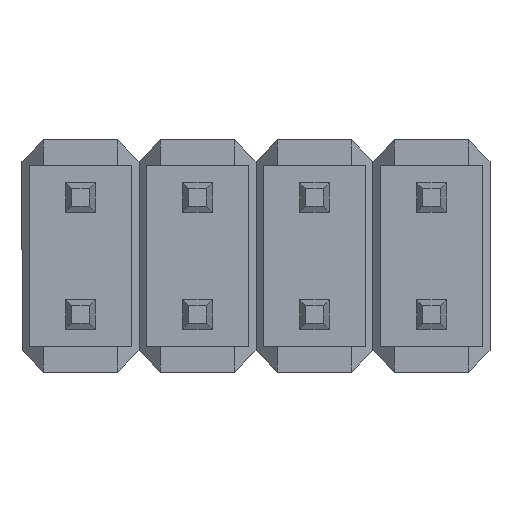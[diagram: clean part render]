
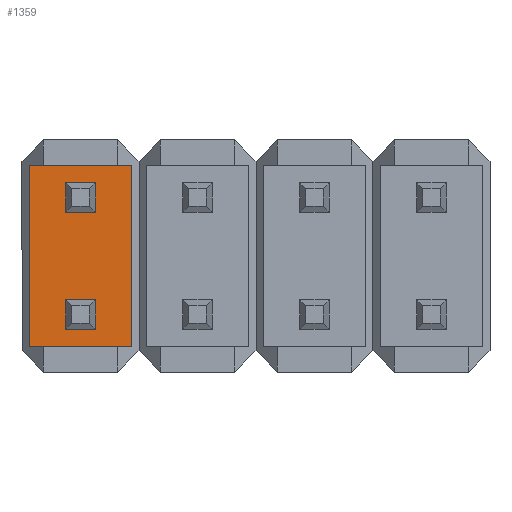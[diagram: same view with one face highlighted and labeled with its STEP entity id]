
A CAD part, front view. The second image highlights one B-rep face of the part: STEP entity #1359.
In plain terms, the highlighted planar face has unit normal (0, -1, 0).
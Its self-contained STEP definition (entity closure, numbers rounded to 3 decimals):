
#355 = EDGE_CURVE ( 'NONE', #3400, #3398, #3838, .T. ) ;
#356 = EDGE_CURVE ( 'NONE', #3397, #3398, #3871, .T. ) ;
#357 = EDGE_CURVE ( 'NONE', #3400, #3401, #3905, .T. ) ;
#358 = EDGE_CURVE ( 'NONE', #3404, #3403, #3926, .T. ) ;
#359 = EDGE_CURVE ( 'NONE', #3401, #3397, #3872, .T. ) ;
#360 = EDGE_CURVE ( 'NONE', #3402, #3403, #483, .T. ) ;
#481 = DIRECTION ( 'NONE',  ( 1., 0., 0. ) ) ;
#482 = CARTESIAN_POINT ( 'NONE',  ( 0.32, 0.3, -2.22 ) ) ;
#483 = LINE ( 'NONE', #482, #707 ) ;
#484 = DIRECTION ( 'NONE',  ( 0., 0., 1. ) ) ;
#485 = CARTESIAN_POINT ( 'NONE',  ( -0.32, 0.3, -0.32 ) ) ;
#611 = VECTOR ( 'NONE', #3881, 1000. ) ;
#617 = VECTOR ( 'NONE', #484, 1000. ) ;
#628 = VECTOR ( 'NONE', #3906, 1000. ) ;
#680 = VECTOR ( 'NONE', #3873, 1000. ) ;
#696 = VECTOR ( 'NONE', #3921, 1000. ) ;
#697 = VECTOR ( 'NONE', #3147, 1000. ) ;
#707 = VECTOR ( 'NONE', #481, 1000. ) ;
#933 = EDGE_CURVE ( 'NONE', #3394, #3395, #3149, .T. ) ;
#1017 = EDGE_CURVE ( 'NONE', #3404, #3405, #1122, .T. ) ;
#1018 = EDGE_CURVE ( 'NONE', #3405, #3402, #1118, .T. ) ;
#1076 = EDGE_CURVE ( 'NONE', #3393, #3399, #7475, .T. ) ;
#1116 = DIRECTION ( 'NONE',  ( 0., 0., 1. ) ) ;
#1117 = CARTESIAN_POINT ( 'NONE',  ( -0.32, 0.3, -2.86 ) ) ;
#1118 = LINE ( 'NONE', #1117, #4824 ) ;
#1120 = DIRECTION ( 'NONE',  ( -1., 0., 0. ) ) ;
#1121 = CARTESIAN_POINT ( 'NONE',  ( -0.32, 0.3, -2.86 ) ) ;
#1122 = LINE ( 'NONE', #1121, #4827 ) ;
#1359 = ADVANCED_FACE ( 'NONE', ( #2740, #2808, #2745 ), #8630, .F. ) ;
#2252 = VECTOR ( 'NONE', #6365, 1000. ) ;
#2260 = VECTOR ( 'NONE', #6361, 1000. ) ;
#2740 = FACE_BOUND ( 'NONE', #3669, .T. ) ;
#2741 = AXIS2_PLACEMENT_3D ( 'NONE', #8631, #8632, #8633 ) ;
#2745 = FACE_OUTER_BOUND ( 'NONE', #3671, .T. ) ;
#2808 = FACE_BOUND ( 'NONE', #3670, .T. ) ;
#2861 = EDGE_CURVE ( 'NONE', #3393, #3395, #6359, .T. ) ;
#2862 = EDGE_CURVE ( 'NONE', #3399, #3394, #6363, .T. ) ;
#3147 = DIRECTION ( 'NONE',  ( 0., 0., -1. ) ) ;
#3148 = CARTESIAN_POINT ( 'NONE',  ( 1.11, 0.3, -3.81 ) ) ;
#3149 = LINE ( 'NONE', #3148, #697 ) ;
#3393 = VERTEX_POINT ( 'NONE', #6460 ) ;
#3394 = VERTEX_POINT ( 'NONE', #6461 ) ;
#3395 = VERTEX_POINT ( 'NONE', #6462 ) ;
#3397 = VERTEX_POINT ( 'NONE', #6464 ) ;
#3398 = VERTEX_POINT ( 'NONE', #6465 ) ;
#3399 = VERTEX_POINT ( 'NONE', #6466 ) ;
#3400 = VERTEX_POINT ( 'NONE', #6467 ) ;
#3401 = VERTEX_POINT ( 'NONE', #6468 ) ;
#3402 = VERTEX_POINT ( 'NONE', #6469 ) ;
#3403 = VERTEX_POINT ( 'NONE', #6470 ) ;
#3404 = VERTEX_POINT ( 'NONE', #6471 ) ;
#3405 = VERTEX_POINT ( 'NONE', #6472 ) ;
#3669 = EDGE_LOOP ( 'NONE', ( #4541, #4536, #4543, #4535 ) ) ;
#3670 = EDGE_LOOP ( 'NONE', ( #4534, #4532, #4533, #3996 ) ) ;
#3671 = EDGE_LOOP ( 'NONE', ( #4015, #4012, #3993, #3994 ) ) ;
#3799 = CARTESIAN_POINT ( 'NONE',  ( -0.32, 0.3, -0.32 ) ) ;
#3834 = CARTESIAN_POINT ( 'NONE',  ( 0., 0.3, -3.24 ) ) ;
#3838 = LINE ( 'NONE', #3874, #680 ) ;
#3871 = LINE ( 'NONE', #3907, #628 ) ;
#3872 = LINE ( 'NONE', #485, #617 ) ;
#3873 = DIRECTION ( 'NONE',  ( 0., 0., 1. ) ) ;
#3874 = CARTESIAN_POINT ( 'NONE',  ( 0., 0.3, -3.24 ) ) ;
#3881 = DIRECTION ( 'NONE',  ( 0., 0., 1. ) ) ;
#3905 = LINE ( 'NONE', #3799, #696 ) ;
#3906 = DIRECTION ( 'NONE',  ( 1., 0., 0. ) ) ;
#3907 = CARTESIAN_POINT ( 'NONE',  ( 0.32, 0.3, 0.32 ) ) ;
#3921 = DIRECTION ( 'NONE',  ( -1., 0., 0. ) ) ;
#3926 = LINE ( 'NONE', #3834, #611 ) ;
#3993 = ORIENTED_EDGE ( 'NONE', *, *, #1076, .F. ) ;
#3994 = ORIENTED_EDGE ( 'NONE', *, *, #2861, .T. ) ;
#3996 = ORIENTED_EDGE ( 'NONE', *, *, #1018, .T. ) ;
#4012 = ORIENTED_EDGE ( 'NONE', *, *, #2862, .F. ) ;
#4015 = ORIENTED_EDGE ( 'NONE', *, *, #933, .F. ) ;
#4532 = ORIENTED_EDGE ( 'NONE', *, *, #358, .F. ) ;
#4533 = ORIENTED_EDGE ( 'NONE', *, *, #1017, .T. ) ;
#4534 = ORIENTED_EDGE ( 'NONE', *, *, #360, .T. ) ;
#4535 = ORIENTED_EDGE ( 'NONE', *, *, #359, .T. ) ;
#4536 = ORIENTED_EDGE ( 'NONE', *, *, #355, .F. ) ;
#4541 = ORIENTED_EDGE ( 'NONE', *, *, #356, .T. ) ;
#4543 = ORIENTED_EDGE ( 'NONE', *, *, #357, .T. ) ;
#4824 = VECTOR ( 'NONE', #1116, 1000. ) ;
#4827 = VECTOR ( 'NONE', #1120, 1000. ) ;
#6359 = LINE ( 'NONE', #6360, #2260 ) ;
#6360 = CARTESIAN_POINT ( 'NONE',  ( -2.54, 0.3, -3.24 ) ) ;
#6361 = DIRECTION ( 'NONE',  ( 1., 0., 0. ) ) ;
#6363 = LINE ( 'NONE', #6364, #2252 ) ;
#6364 = CARTESIAN_POINT ( 'NONE',  ( -2.54, 0.3, 0.7 ) ) ;
#6365 = DIRECTION ( 'NONE',  ( 1., 0., 0. ) ) ;
#6460 = CARTESIAN_POINT ( 'NONE',  ( -1.11, 0.3, -3.24 ) ) ;
#6461 = CARTESIAN_POINT ( 'NONE',  ( 1.11, 0.3, 0.7 ) ) ;
#6462 = CARTESIAN_POINT ( 'NONE',  ( 1.11, 0.3, -3.24 ) ) ;
#6464 = CARTESIAN_POINT ( 'NONE',  ( -0.32, 0.3, 0.32 ) ) ;
#6465 = CARTESIAN_POINT ( 'NONE',  ( 0., 0.3, 0.32 ) ) ;
#6466 = CARTESIAN_POINT ( 'NONE',  ( -1.11, 0.3, 0.7 ) ) ;
#6467 = CARTESIAN_POINT ( 'NONE',  ( 0., 0.3, -0.32 ) ) ;
#6468 = CARTESIAN_POINT ( 'NONE',  ( -0.32, 0.3, -0.32 ) ) ;
#6469 = CARTESIAN_POINT ( 'NONE',  ( -0.32, 0.3, -2.22 ) ) ;
#6470 = CARTESIAN_POINT ( 'NONE',  ( 0., 0.3, -2.22 ) ) ;
#6471 = CARTESIAN_POINT ( 'NONE',  ( 0., 0.3, -2.86 ) ) ;
#6472 = CARTESIAN_POINT ( 'NONE',  ( -0.32, 0.3, -2.86 ) ) ;
#7475 = LINE ( 'NONE', #7476, #8004 ) ;
#7476 = CARTESIAN_POINT ( 'NONE',  ( -1.11, 0.3, -3.81 ) ) ;
#7477 = DIRECTION ( 'NONE',  ( 0., 0., 1. ) ) ;
#8004 = VECTOR ( 'NONE', #7477, 1000. ) ;
#8630 = PLANE ( 'NONE',  #2741 ) ;
#8631 = CARTESIAN_POINT ( 'NONE',  ( -2.54, 0.3, -3.24 ) ) ;
#8632 = DIRECTION ( 'NONE',  ( 0., 1., 0. ) ) ;
#8633 = DIRECTION ( 'NONE',  ( 0., 0., 1. ) ) ;
